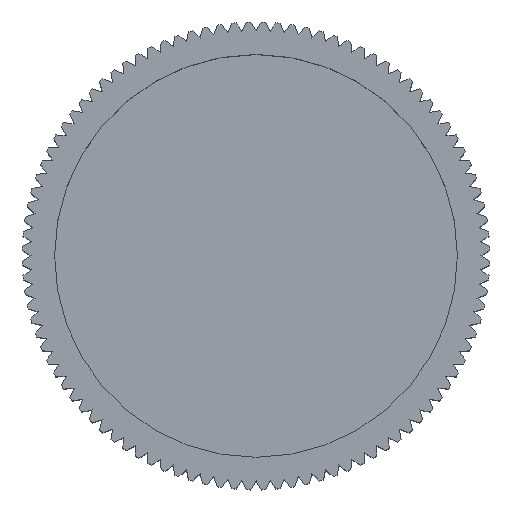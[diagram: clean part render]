
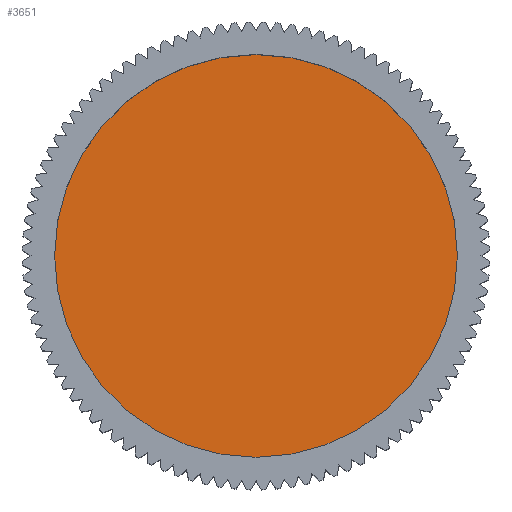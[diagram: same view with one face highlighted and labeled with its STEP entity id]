
A CAD part, top view. The second image highlights one B-rep face of the part: STEP entity #3651.
In plain terms, the highlighted planar face has unit normal (0, 0, 1).
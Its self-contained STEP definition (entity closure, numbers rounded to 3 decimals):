
#2287=EDGE_CURVE('',#2409,#4371,#6107,.T.);
#2409=VERTEX_POINT('',#6241);
#3651=ADVANCED_FACE('',(#7584),#7585,.F.);
#4007=EDGE_CURVE('',#4371,#2409,#7974,.T.);
#4371=VERTEX_POINT('',#8372);
#6107=CIRCLE('',#10546,15.5);
#6241=CARTESIAN_POINT('',(-15.5,0.,14.0));
#7584=FACE_OUTER_BOUND('',#13166,.T.);
#7585=PLANE('',#13167);
#7974=CIRCLE('',#13891,15.5);
#8372=CARTESIAN_POINT('',(15.5,0.0,14.0));
#10546=AXIS2_PLACEMENT_3D('',#17523,#17524,#17525);
#13166=EDGE_LOOP('',(#19141,#19142));
#13167=AXIS2_PLACEMENT_3D('',#19143,#19144,#19145);
#13891=AXIS2_PLACEMENT_3D('',#19517,#19518,#19519);
#17523=CARTESIAN_POINT('',(0.0,0.0,14.0));
#17524=DIRECTION('',(0.0,0.0,-1.0));
#17525=DIRECTION('',(1.0,0.0,0.0));
#19141=ORIENTED_EDGE('',*,*,#4007,.F.);
#19142=ORIENTED_EDGE('',*,*,#2287,.F.);
#19143=CARTESIAN_POINT('',(0.0,0.0,14.0));
#19144=DIRECTION('',(0.0,0.0,-1.0));
#19145=DIRECTION('',(-1.0,0.0,0.0));
#19517=CARTESIAN_POINT('',(0.0,0.0,14.0));
#19518=DIRECTION('',(0.0,0.0,-1.0));
#19519=DIRECTION('',(1.0,0.0,0.0));
